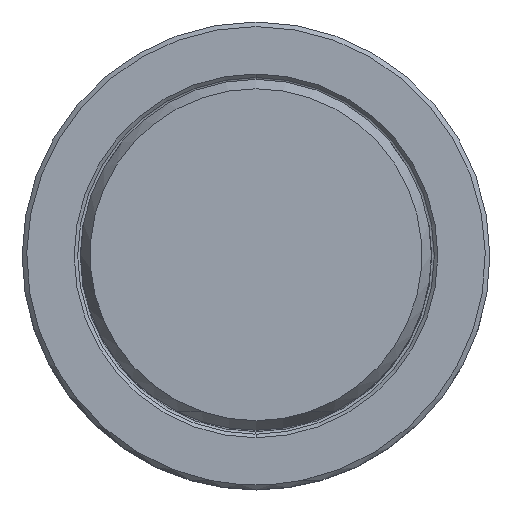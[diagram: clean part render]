
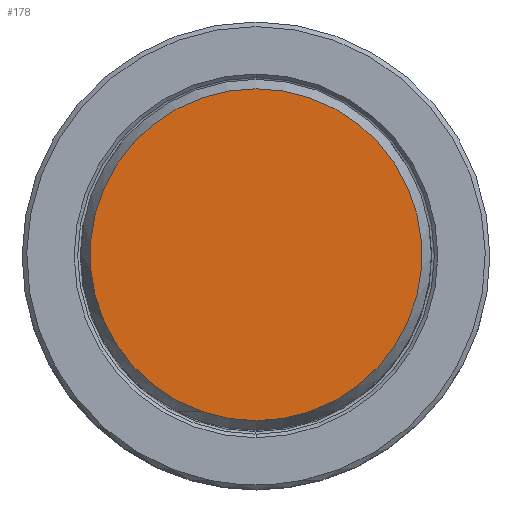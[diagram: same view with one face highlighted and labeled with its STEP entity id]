
A CAD part, top view. The second image highlights one B-rep face of the part: STEP entity #178.
In plain terms, the highlighted planar face has unit normal (0, 0, 1).
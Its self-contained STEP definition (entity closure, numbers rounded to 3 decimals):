
#35=PLANE('',#1263);
#178=ADVANCED_FACE('',(#248),#35,.F.);
#248=FACE_OUTER_BOUND('',#314,.T.);
#314=EDGE_LOOP('',(#577,#578,#579));
#577=ORIENTED_EDGE('',*,*,#802,.F.);
#578=ORIENTED_EDGE('',*,*,#799,.F.);
#579=ORIENTED_EDGE('',*,*,#798,.F.);
#664=VERTEX_POINT('',#2468);
#665=VERTEX_POINT('',#2469);
#666=VERTEX_POINT('',#2471);
#798=EDGE_CURVE('',#664,#665,#941,.T.);
#799=EDGE_CURVE('',#665,#666,#942,.T.);
#802=EDGE_CURVE('',#666,#664,#943,.T.);
#941=CIRCLE('',#1258,18.022);
#942=CIRCLE('',#1259,18.022);
#943=CIRCLE('',#1261,18.022);
#1258=AXIS2_PLACEMENT_3D('',#2467,#1580,#1581);
#1259=AXIS2_PLACEMENT_3D('',#2470,#1582,#1583);
#1261=AXIS2_PLACEMENT_3D('',#2481,#1586,#1587);
#1263=AXIS2_PLACEMENT_3D('',#2483,#1590,#1591);
#1580=DIRECTION('',(0.,0.,-1.));
#1581=DIRECTION('',(-0.324,-0.946,0.));
#1582=DIRECTION('',(0.,0.,-1.));
#1583=DIRECTION('',(0.,1.,0.));
#1586=DIRECTION('',(0.,0.,-1.));
#1587=DIRECTION('',(0.324,-0.946,0.));
#1590=DIRECTION('',(0.,0.,-1.));
#1591=DIRECTION('',(-1.,0.,0.));
#2467=CARTESIAN_POINT('',(0.,0.,69.85));
#2468=CARTESIAN_POINT('',(-5.839,-17.05,69.85));
#2469=CARTESIAN_POINT('',(0.,18.022,69.85));
#2470=CARTESIAN_POINT('',(0.,0.,69.85));
#2471=CARTESIAN_POINT('',(5.839,-17.05,69.85));
#2481=CARTESIAN_POINT('',(0.,0.,69.85));
#2483=CARTESIAN_POINT('',(0.,0.,69.85));
